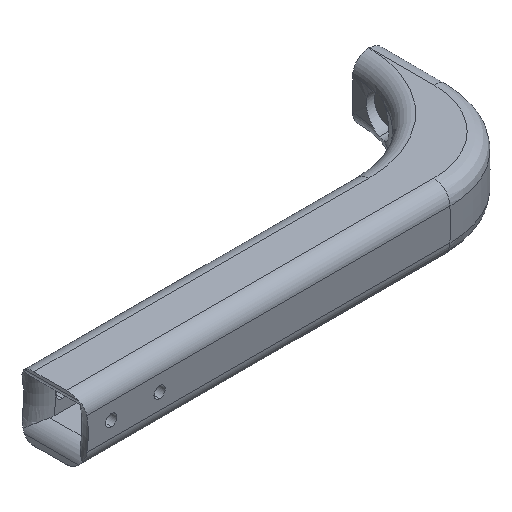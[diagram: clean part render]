
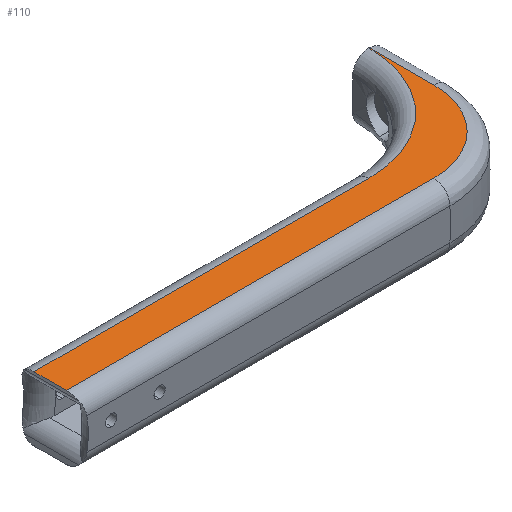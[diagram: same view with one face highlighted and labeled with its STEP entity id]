
A CAD part, isometric view. The second image highlights one B-rep face of the part: STEP entity #110.
In plain terms, the highlighted planar face has unit normal (0, 0, 1).
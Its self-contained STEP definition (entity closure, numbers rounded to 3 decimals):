
#1 = CARTESIAN_POINT ( 'NONE',  ( 146.811, 5.966, 9.95 ) ) ;
#12 = CARTESIAN_POINT ( 'NONE',  ( 0., 50., 9.95 ) ) ;
#40 = AXIS2_PLACEMENT_3D ( 'NONE', #603, #883, #594 ) ;
#73 = ORIENTED_EDGE ( 'NONE', *, *, #593, .T. ) ;
#89 = CARTESIAN_POINT ( 'NONE',  ( 0., 20., 9.95 ) ) ;
#100 = ORIENTED_EDGE ( 'NONE', *, *, #421, .T. ) ;
#110 = ADVANCED_FACE ( 'NONE', ( #872 ), #1603, .F. ) ;
#144 = CARTESIAN_POINT ( 'NONE',  ( 145.216, 5.565, 9.95 ) ) ;
#163 = CARTESIAN_POINT ( 'NONE',  ( 152.073, 8.149, 9.95 ) ) ;
#181 = EDGE_LOOP ( 'NONE', ( #984, #100, #866, #1016, #73, #191, #1779 ) ) ;
#191 = ORIENTED_EDGE ( 'NONE', *, *, #877, .T. ) ;
#193 = EDGE_CURVE ( 'NONE', #1343, #1390, #1164, .T. ) ;
#224 = B_SPLINE_CURVE_WITH_KNOTS ( 'NONE', 3,
 ( #770, #403, #1653, #144, #1371, #1311, #1, #759, #1361, #1382, #163, #632, #253, #1472, #1221, #610, #711, #1210, #413, #1527, #1062, #1816, #1516, #1764, #455, #1018, #308, #1828, #1010, #621, #859 ),
 .UNSPECIFIED., .F., .F.,
 ( 4, 2, 2, 2, 1, 2, 2, 2, 2, 2, 2, 2, 2, 2, 2, 4 ),
 ( 0., 0.005, 0.006, 0.007, 0.01, 0.012, 0.014, 0.015, 0.02, 0.022, 0.023, 0.025, 0.03, 0.032, 0.034, 0.039 ),
 .UNSPECIFIED. ) ;
#253 = CARTESIAN_POINT ( 'NONE',  ( 153.136, 8.775, 9.95 ) ) ;
#272 = LINE ( 'NONE', #586, #431 ) ;
#285 = CARTESIAN_POINT ( 'NONE',  ( 26.065, 15., 9.95 ) ) ;
#298 = CARTESIAN_POINT ( 'NONE',  ( 26.065, 20., 9.95 ) ) ;
#308 = CARTESIAN_POINT ( 'NONE',  ( 164.09, 23.538, 9.95 ) ) ;
#319 = LINE ( 'NONE', #298, #1359 ) ;
#403 = CARTESIAN_POINT ( 'NONE',  ( 141.564, 5., 9.95 ) ) ;
#411 = DIRECTION ( 'NONE',  ( -1., 0., 0. ) ) ;
#413 = CARTESIAN_POINT ( 'NONE',  ( 159.514, 14.464, 9.95 ) ) ;
#421 = EDGE_CURVE ( 'NONE', #664, #1052, #272, .T. ) ;
#431 = VECTOR ( 'NONE', #1794, 1000. ) ;
#455 = CARTESIAN_POINT ( 'NONE',  ( 163.335, 21.187, 9.95 ) ) ;
#586 = CARTESIAN_POINT ( 'NONE',  ( 164.926, 20., 9.95 ) ) ;
#593 = EDGE_CURVE ( 'NONE', #1390, #1319, #1175, .T. ) ;
#594 = DIRECTION ( 'NONE',  ( -1., 0., 0. ) ) ;
#603 = CARTESIAN_POINT ( 'NONE',  ( 129.791, 50., 9.95 ) ) ;
#610 = CARTESIAN_POINT ( 'NONE',  ( 156.451, 11.173, 9.95 ) ) ;
#621 = CARTESIAN_POINT ( 'NONE',  ( 164.926, 28.349, 9.95 ) ) ;
#632 = CARTESIAN_POINT ( 'NONE',  ( 152.43, 8.352, 9.95 ) ) ;
#658 = CARTESIAN_POINT ( 'NONE',  ( 164.926, 50., 9.95 ) ) ;
#664 = VERTEX_POINT ( 'NONE', #1510 ) ;
#691 = LINE ( 'NONE', #1724, #1393 ) ;
#711 = CARTESIAN_POINT ( 'NONE',  ( 158.18, 12.903, 9.95 ) ) ;
#728 = VECTOR ( 'NONE', #1664, 1000. ) ;
#733 = CARTESIAN_POINT ( 'NONE',  ( 139.912, 5., 9.95 ) ) ;
#759 = CARTESIAN_POINT ( 'NONE',  ( 147.985, 6.323, 9.95 ) ) ;
#770 = CARTESIAN_POINT ( 'NONE',  ( 139.912, 5., 9.95 ) ) ;
#781 = DIRECTION ( 'NONE',  ( 0., -1., 0. ) ) ;
#820 = EDGE_CURVE ( 'NONE', #1859, #1710, #691, .T. ) ;
#859 = CARTESIAN_POINT ( 'NONE',  ( 164.926, 30., 9.95 ) ) ;
#866 = ORIENTED_EDGE ( 'NONE', *, *, #918, .F. ) ;
#872 = FACE_OUTER_BOUND ( 'NONE', #181, .T. ) ;
#877 = EDGE_CURVE ( 'NONE', #1319, #1859, #319, .T. ) ;
#883 = DIRECTION ( 'NONE',  ( 0., 0., -1. ) ) ;
#918 = EDGE_CURVE ( 'NONE', #1343, #1052, #1775, .T. ) ;
#943 = EDGE_CURVE ( 'NONE', #1710, #664, #224, .T. ) ;
#984 = ORIENTED_EDGE ( 'NONE', *, *, #943, .T. ) ;
#1010 = CARTESIAN_POINT ( 'NONE',  ( 164.764, 26.725, 9.95 ) ) ;
#1016 = ORIENTED_EDGE ( 'NONE', *, *, #193, .T. ) ;
#1018 = CARTESIAN_POINT ( 'NONE',  ( 163.614, 21.968, 9.95 ) ) ;
#1052 = VERTEX_POINT ( 'NONE', #658 ) ;
#1062 = CARTESIAN_POINT ( 'NONE',  ( 160.257, 15.449, 9.95 ) ) ;
#1164 = CIRCLE ( 'NONE', #40, 35. ) ;
#1175 = LINE ( 'NONE', #1781, #1829 ) ;
#1210 = CARTESIAN_POINT ( 'NONE',  ( 158.73, 13.509, 9.95 ) ) ;
#1221 = CARTESIAN_POINT ( 'NONE',  ( 155.193, 10.139, 9.95 ) ) ;
#1261 = AXIS2_PLACEMENT_3D ( 'NONE', #89, #1778, #1307 ) ;
#1302 = DIRECTION ( 'NONE',  ( 1., 0., 0. ) ) ;
#1307 = DIRECTION ( 'NONE',  ( -1., 0., 0. ) ) ;
#1311 = CARTESIAN_POINT ( 'NONE',  ( 146.417, 5.856, 9.95 ) ) ;
#1319 = VERTEX_POINT ( 'NONE', #285 ) ;
#1343 = VERTEX_POINT ( 'NONE', #1785 ) ;
#1359 = VECTOR ( 'NONE', #781, 1000. ) ;
#1361 = CARTESIAN_POINT ( 'NONE',  ( 149.518, 6.874, 9.95 ) ) ;
#1371 = CARTESIAN_POINT ( 'NONE',  ( 145.619, 5.656, 9.95 ) ) ;
#1382 = CARTESIAN_POINT ( 'NONE',  ( 150.991, 7.571, 9.95 ) ) ;
#1390 = VERTEX_POINT ( 'NONE', #1824 ) ;
#1393 = VECTOR ( 'NONE', #1302, 1000. ) ;
#1472 = CARTESIAN_POINT ( 'NONE',  ( 153.485, 8.996, 9.95 ) ) ;
#1510 = CARTESIAN_POINT ( 'NONE',  ( 164.926, 30., 9.95 ) ) ;
#1516 = CARTESIAN_POINT ( 'NONE',  ( 161.626, 17.482, 9.95 ) ) ;
#1527 = CARTESIAN_POINT ( 'NONE',  ( 159.768, 14.79, 9.95 ) ) ;
#1569 = CARTESIAN_POINT ( 'NONE',  ( 26.065, 5., 9.95 ) ) ;
#1603 = PLANE ( 'NONE',  #1261 ) ;
#1653 = CARTESIAN_POINT ( 'NONE',  ( 143.197, 5.162, 9.95 ) ) ;
#1664 = DIRECTION ( 'NONE',  ( 1., 0., 0. ) ) ;
#1710 = VERTEX_POINT ( 'NONE', #733 ) ;
#1724 = CARTESIAN_POINT ( 'NONE',  ( 0., 5., 9.95 ) ) ;
#1764 = CARTESIAN_POINT ( 'NONE',  ( 162.394, 18.917, 9.95 ) ) ;
#1775 = LINE ( 'NONE', #12, #728 ) ;
#1778 = DIRECTION ( 'NONE',  ( 0., 0., -1. ) ) ;
#1779 = ORIENTED_EDGE ( 'NONE', *, *, #820, .T. ) ;
#1781 = CARTESIAN_POINT ( 'NONE',  ( 26.065, 15., 9.95 ) ) ;
#1785 = CARTESIAN_POINT ( 'NONE',  ( 164.791, 50., 9.95 ) ) ;
#1794 = DIRECTION ( 'NONE',  ( 0., 1., 0. ) ) ;
#1816 = CARTESIAN_POINT ( 'NONE',  ( 160.492, 15.784, 9.95 ) ) ;
#1824 = CARTESIAN_POINT ( 'NONE',  ( 129.791, 15., 9.95 ) ) ;
#1828 = CARTESIAN_POINT ( 'NONE',  ( 164.288, 24.33, 9.95 ) ) ;
#1829 = VECTOR ( 'NONE', #411, 1000. ) ;
#1859 = VERTEX_POINT ( 'NONE', #1569 ) ;
